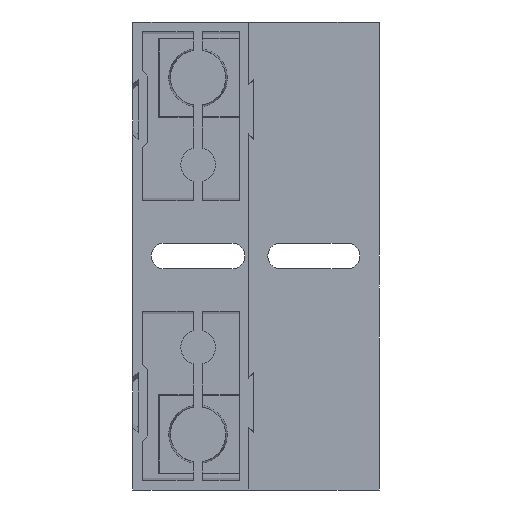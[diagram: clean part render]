
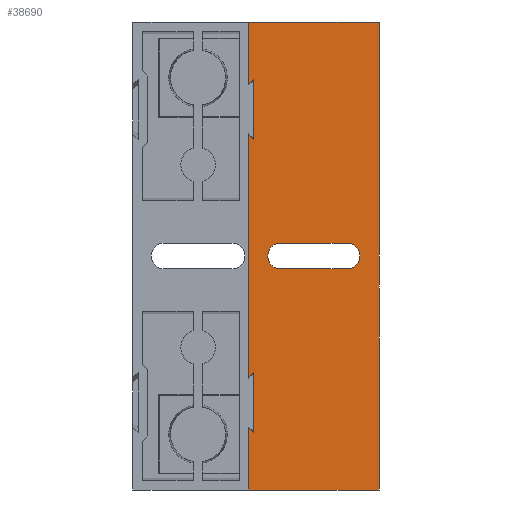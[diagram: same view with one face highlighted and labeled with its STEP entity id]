
A CAD part, front view. The second image highlights one B-rep face of the part: STEP entity #38690.
In plain terms, the highlighted planar face has unit normal (0, -1, 0).
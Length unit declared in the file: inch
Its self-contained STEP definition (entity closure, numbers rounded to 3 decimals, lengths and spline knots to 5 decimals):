
#708 = CARTESIAN_POINT ( 'NONE',  ( 0.971, 0., 0.084 ) ) ;
#898 = DIRECTION ( 'NONE',  ( 0., 0., 1. ) ) ;
#1250 = DIRECTION ( 'NONE',  ( -1., 0., 0. ) ) ;
#1644 = VECTOR ( 'NONE', #35846, 39.37008 ) ;
#2203 = PLANE ( 'NONE',  #13221 ) ;
#2511 = VERTEX_POINT ( 'NONE', #19378 ) ;
#2591 = VERTEX_POINT ( 'NONE', #12319 ) ;
#2608 = DIRECTION ( 'NONE',  ( 0., 0., 1. ) ) ;
#3313 = EDGE_CURVE ( 'NONE', #27225, #25289, #34849, .T. ) ;
#3431 = CARTESIAN_POINT ( 'NONE',  ( 0.364, 0., 1.525 ) ) ;
#3496 = VERTEX_POINT ( 'NONE', #34886 ) ;
#4396 = CARTESIAN_POINT ( 'NONE',  ( 0.33, 0., 1.1175 ) ) ;
#4399 = CARTESIAN_POINT ( 'NONE',  ( 0.364, 0., -0.7605 ) ) ;
#4777 = LINE ( 'NONE', #4396, #11495 ) ;
#5889 = AXIS2_PLACEMENT_3D ( 'NONE', #12389, #35597, #15719 ) ;
#6131 = DIRECTION ( 'NONE',  ( 0., 0., 1. ) ) ;
#6575 = VECTOR ( 'NONE', #7703, 39.37008 ) ;
#6619 = ORIENTED_EDGE ( 'NONE', *, *, #3313, .F. ) ;
#6742 = CARTESIAN_POINT ( 'NONE',  ( 0.33, 0., 1.525 ) ) ;
#6972 = VECTOR ( 'NONE', #35957, 39.37008 ) ;
#6975 = EDGE_CURVE ( 'NONE', #24232, #24581, #34090, .T. ) ;
#7128 = VERTEX_POINT ( 'NONE', #32941 ) ;
#7143 = VERTEX_POINT ( 'NONE', #16832 ) ;
#7308 = LINE ( 'NONE', #11957, #32706 ) ;
#7653 = LINE ( 'NONE', #3431, #29907 ) ;
#7703 = DIRECTION ( 'NONE',  ( -0.707, 0., -0.707 ) ) ;
#7920 = ORIENTED_EDGE ( 'NONE', *, *, #22794, .F. ) ;
#8197 = EDGE_CURVE ( 'NONE', #2511, #7128, #7653, .T. ) ;
#8642 = EDGE_CURVE ( 'NONE', #24080, #20980, #15366, .T. ) ;
#8721 = ORIENTED_EDGE ( 'NONE', *, *, #11643, .F. ) ;
#8856 = LINE ( 'NONE', #39207, #15595 ) ;
#9404 = CIRCLE ( 'NONE', #5889, 0.084 ) ;
#10770 = ORIENTED_EDGE ( 'NONE', *, *, #8197, .F. ) ;
#11270 = VERTEX_POINT ( 'NONE', #42128 ) ;
#11495 = VECTOR ( 'NONE', #27553, 39.37008 ) ;
#11643 = EDGE_CURVE ( 'NONE', #11270, #7143, #34378, .T. ) ;
#11895 = DIRECTION ( 'NONE',  ( 0., 1., 0. ) ) ;
#11957 = CARTESIAN_POINT ( 'NONE',  ( 1.18, 0., -1.525 ) ) ;
#12301 = VERTEX_POINT ( 'NONE', #20821 ) ;
#12319 = CARTESIAN_POINT ( 'NONE',  ( 0.364, 0., -1.1515 ) ) ;
#12389 = CARTESIAN_POINT ( 'NONE',  ( 0.539, 0., 0. ) ) ;
#12566 = EDGE_CURVE ( 'NONE', #28765, #3496, #9404, .T. ) ;
#12633 = LINE ( 'NONE', #42465, #40145 ) ;
#12848 = EDGE_LOOP ( 'NONE', ( #22269, #37740, #28200, #38744 ) ) ;
#13221 = AXIS2_PLACEMENT_3D ( 'NONE', #18710, #11895, #6131 ) ;
#13228 = CARTESIAN_POINT ( 'NONE',  ( 0.364, 0., 0.7605 ) ) ;
#13354 = DIRECTION ( 'NONE',  ( 0.707, 0., -0.707 ) ) ;
#13722 = EDGE_CURVE ( 'NONE', #25289, #2591, #8856, .T. ) ;
#13885 = ORIENTED_EDGE ( 'NONE', *, *, #21529, .F. ) ;
#15297 = DIRECTION ( 'NONE',  ( 0., 0., 1. ) ) ;
#15349 = CARTESIAN_POINT ( 'NONE',  ( 0.971, 0., -0.084 ) ) ;
#15366 = LINE ( 'NONE', #4399, #6575 ) ;
#15595 = VECTOR ( 'NONE', #22607, 39.37008 ) ;
#15719 = DIRECTION ( 'NONE',  ( 0., 0., 1. ) ) ;
#16832 = CARTESIAN_POINT ( 'NONE',  ( 1.18, 0., -1.525 ) ) ;
#17061 = EDGE_CURVE ( 'NONE', #19602, #24107, #36365, .T. ) ;
#17494 = LINE ( 'NONE', #24419, #24191 ) ;
#17525 = ORIENTED_EDGE ( 'NONE', *, *, #34033, .F. ) ;
#18112 = CARTESIAN_POINT ( 'NONE',  ( 0.364, 0., -0.7605 ) ) ;
#18710 = CARTESIAN_POINT ( 'NONE',  ( 1.18, 0., 1.525 ) ) ;
#18872 = DIRECTION ( 'NONE',  ( 0., -1., 0. ) ) ;
#19378 = CARTESIAN_POINT ( 'NONE',  ( 0.364, 0., 0.7605 ) ) ;
#19602 = VERTEX_POINT ( 'NONE', #41639 ) ;
#19896 = CARTESIAN_POINT ( 'NONE',  ( 0.539, 0., 0.084 ) ) ;
#20278 = EDGE_CURVE ( 'NONE', #24581, #28765, #17494, .T. ) ;
#20821 = CARTESIAN_POINT ( 'NONE',  ( 0.33, 0., 0.7945 ) ) ;
#20980 = VERTEX_POINT ( 'NONE', #29780 ) ;
#21081 = CARTESIAN_POINT ( 'NONE',  ( 1.18, 0., 1.525 ) ) ;
#21529 = EDGE_CURVE ( 'NONE', #12301, #2511, #30890, .T. ) ;
#22269 = ORIENTED_EDGE ( 'NONE', *, *, #12566, .F. ) ;
#22607 = DIRECTION ( 'NONE',  ( 0.707, 0., -0.707 ) ) ;
#22700 = CARTESIAN_POINT ( 'NONE',  ( 0.33, 0., 1.525 ) ) ;
#22794 = EDGE_CURVE ( 'NONE', #2591, #24080, #12633, .T. ) ;
#23030 = ORIENTED_EDGE ( 'NONE', *, *, #39403, .F. ) ;
#23071 = VECTOR ( 'NONE', #13354, 39.37008 ) ;
#23304 = ORIENTED_EDGE ( 'NONE', *, *, #24039, .F. ) ;
#24039 = EDGE_CURVE ( 'NONE', #7128, #19602, #4777, .T. ) ;
#24080 = VERTEX_POINT ( 'NONE', #18112 ) ;
#24107 = VERTEX_POINT ( 'NONE', #41322 ) ;
#24191 = VECTOR ( 'NONE', #1250, 39.37008 ) ;
#24232 = VERTEX_POINT ( 'NONE', #15349 ) ;
#24407 = DIRECTION ( 'NONE',  ( 1., 0., 0. ) ) ;
#24419 = CARTESIAN_POINT ( 'NONE',  ( 1.18, 0., 0.084 ) ) ;
#24581 = VERTEX_POINT ( 'NONE', #708 ) ;
#24786 = EDGE_CURVE ( 'NONE', #7143, #27225, #7308, .T. ) ;
#25289 = VERTEX_POINT ( 'NONE', #33477 ) ;
#25495 = VECTOR ( 'NONE', #37898, 39.37008 ) ;
#25585 = ORIENTED_EDGE ( 'NONE', *, *, #8642, .F. ) ;
#25980 = VECTOR ( 'NONE', #898, 39.37008 ) ;
#27225 = VERTEX_POINT ( 'NONE', #35874 ) ;
#27553 = DIRECTION ( 'NONE',  ( -0.707, 0., -0.707 ) ) ;
#28076 = LINE ( 'NONE', #32474, #1644 ) ;
#28200 = ORIENTED_EDGE ( 'NONE', *, *, #6975, .F. ) ;
#28756 = FACE_OUTER_BOUND ( 'NONE', #42047, .T. ) ;
#28765 = VERTEX_POINT ( 'NONE', #19896 ) ;
#29780 = CARTESIAN_POINT ( 'NONE',  ( 0.33, 0., -0.7945 ) ) ;
#29838 = ORIENTED_EDGE ( 'NONE', *, *, #13722, .F. ) ;
#29907 = VECTOR ( 'NONE', #29916, 39.37008 ) ;
#29916 = DIRECTION ( 'NONE',  ( 0., 0., 1. ) ) ;
#30890 = LINE ( 'NONE', #13228, #23071 ) ;
#32474 = CARTESIAN_POINT ( 'NONE',  ( 1.18, 0., -0.084 ) ) ;
#32706 = VECTOR ( 'NONE', #35189, 39.37008 ) ;
#32941 = CARTESIAN_POINT ( 'NONE',  ( 0.364, 0., 1.1515 ) ) ;
#33477 = CARTESIAN_POINT ( 'NONE',  ( 0.33, 0., -1.1175 ) ) ;
#34033 = EDGE_CURVE ( 'NONE', #24107, #11270, #38772, .T. ) ;
#34090 = CIRCLE ( 'NONE', #40742, 0.084 ) ;
#34378 = LINE ( 'NONE', #34563, #25495 ) ;
#34563 = CARTESIAN_POINT ( 'NONE',  ( 1.18, 0., 1.525 ) ) ;
#34849 = LINE ( 'NONE', #6742, #25980 ) ;
#34886 = CARTESIAN_POINT ( 'NONE',  ( 0.539, 0., -0.084 ) ) ;
#35187 = CARTESIAN_POINT ( 'NONE',  ( 0.33, 0., 1.525 ) ) ;
#35189 = DIRECTION ( 'NONE',  ( -1., 0., 0. ) ) ;
#35597 = DIRECTION ( 'NONE',  ( 0., -1., 0. ) ) ;
#35846 = DIRECTION ( 'NONE',  ( 1., 0., 0. ) ) ;
#35874 = CARTESIAN_POINT ( 'NONE',  ( 0.33, 0., -1.525 ) ) ;
#35957 = DIRECTION ( 'NONE',  ( 0., 0., 1. ) ) ;
#36365 = LINE ( 'NONE', #35187, #37403 ) ;
#37403 = VECTOR ( 'NONE', #15297, 39.37008 ) ;
#37651 = FACE_BOUND ( 'NONE', #12848, .T. ) ;
#37734 = VECTOR ( 'NONE', #24407, 39.37008 ) ;
#37740 = ORIENTED_EDGE ( 'NONE', *, *, #20278, .F. ) ;
#37898 = DIRECTION ( 'NONE',  ( 0., 0., -1. ) ) ;
#38690 = ADVANCED_FACE ( 'NONE', ( #28756, #37651 ), #2203, .F. ) ;
#38744 = ORIENTED_EDGE ( 'NONE', *, *, #41334, .F. ) ;
#38755 = CARTESIAN_POINT ( 'NONE',  ( 0.971, 0., 0. ) ) ;
#38772 = LINE ( 'NONE', #21081, #37734 ) ;
#39207 = CARTESIAN_POINT ( 'NONE',  ( 0.33, 0., -1.1175 ) ) ;
#39403 = EDGE_CURVE ( 'NONE', #20980, #12301, #41218, .T. ) ;
#40145 = VECTOR ( 'NONE', #2608, 39.37008 ) ;
#40742 = AXIS2_PLACEMENT_3D ( 'NONE', #38755, #18872, #42097 ) ;
#41218 = LINE ( 'NONE', #22700, #6972 ) ;
#41322 = CARTESIAN_POINT ( 'NONE',  ( 0.33, 0., 1.525 ) ) ;
#41334 = EDGE_CURVE ( 'NONE', #3496, #24232, #28076, .T. ) ;
#41639 = CARTESIAN_POINT ( 'NONE',  ( 0.33, 0., 1.1175 ) ) ;
#41673 = ORIENTED_EDGE ( 'NONE', *, *, #17061, .F. ) ;
#42047 = EDGE_LOOP ( 'NONE', ( #23304, #10770, #13885, #23030, #25585, #7920, #29838, #6619, #42551, #8721, #17525, #41673 ) ) ;
#42097 = DIRECTION ( 'NONE',  ( 0., 0., 1. ) ) ;
#42128 = CARTESIAN_POINT ( 'NONE',  ( 1.18, 0., 1.525 ) ) ;
#42465 = CARTESIAN_POINT ( 'NONE',  ( 0.364, 0., 1.525 ) ) ;
#42551 = ORIENTED_EDGE ( 'NONE', *, *, #24786, .F. ) ;
